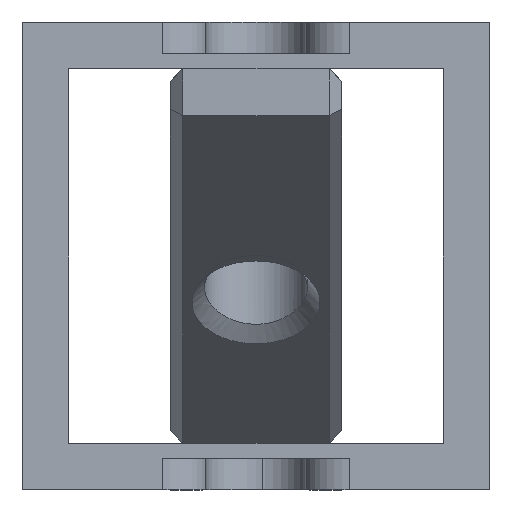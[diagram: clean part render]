
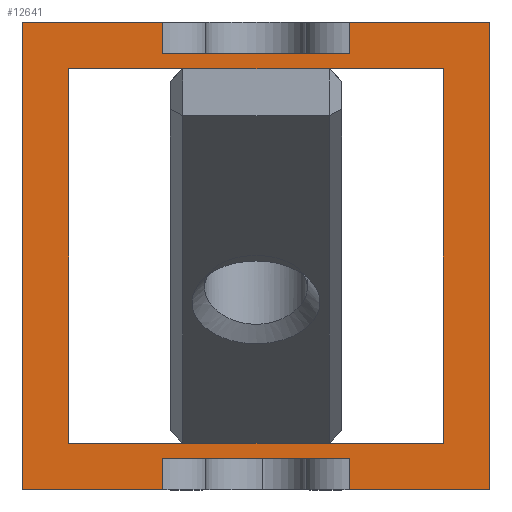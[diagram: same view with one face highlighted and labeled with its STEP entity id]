
A CAD part, left-side view. The second image highlights one B-rep face of the part: STEP entity #12641.
In plain terms, the highlighted planar face has unit normal (-1, 0, 0).
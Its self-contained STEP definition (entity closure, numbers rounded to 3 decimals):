
#63=FACE_BOUND('',#1656,.T.);
#415=PLANE('',#13794);
#1007=FACE_OUTER_BOUND('',#1655,.T.);
#1655=EDGE_LOOP('',(#9931,#9932,#9933,#9934,#9935,#9936,#9937,#9938,#9939,
#9940,#9941,#9942));
#1656=EDGE_LOOP('',(#9943,#9944,#9945,#9946));
#2815=LINE('',#20228,#4115);
#2817=LINE('',#20238,#4117);
#2821=LINE('',#20249,#4121);
#2837=LINE('',#20303,#4137);
#2838=LINE('',#20305,#4138);
#2839=LINE('',#20307,#4139);
#2840=LINE('',#20309,#4140);
#2841=LINE('',#20311,#4141);
#2842=LINE('',#20313,#4142);
#2843=LINE('',#20315,#4143);
#2844=LINE('',#20317,#4144);
#2845=LINE('',#20318,#4145);
#2846=LINE('',#20321,#4146);
#2847=LINE('',#20323,#4147);
#2848=LINE('',#20325,#4148);
#2849=LINE('',#20326,#4149);
#4115=VECTOR('',#16583,10.);
#4117=VECTOR('',#16593,10.);
#4121=VECTOR('',#16607,10.);
#4137=VECTOR('',#16657,10.);
#4138=VECTOR('',#16658,10.);
#4139=VECTOR('',#16659,10.);
#4140=VECTOR('',#16660,10.);
#4141=VECTOR('',#16661,10.);
#4142=VECTOR('',#16662,10.);
#4143=VECTOR('',#16663,10.);
#4144=VECTOR('',#16664,10.);
#4145=VECTOR('',#16665,10.);
#4146=VECTOR('',#16666,10.);
#4147=VECTOR('',#16667,10.);
#4148=VECTOR('',#16668,10.);
#4149=VECTOR('',#16669,10.);
#6011=VERTEX_POINT('',#20225);
#6012=VERTEX_POINT('',#20227);
#6014=VERTEX_POINT('',#20232);
#6016=VERTEX_POINT('',#20236);
#6039=VERTEX_POINT('',#20302);
#6040=VERTEX_POINT('',#20304);
#6041=VERTEX_POINT('',#20306);
#6042=VERTEX_POINT('',#20308);
#6043=VERTEX_POINT('',#20310);
#6044=VERTEX_POINT('',#20312);
#6045=VERTEX_POINT('',#20314);
#6046=VERTEX_POINT('',#20316);
#6047=VERTEX_POINT('',#20319);
#6048=VERTEX_POINT('',#20320);
#6049=VERTEX_POINT('',#20322);
#6050=VERTEX_POINT('',#20324);
#7624=EDGE_CURVE('',#6012,#6011,#2815,.T.);
#7629=EDGE_CURVE('',#6016,#6014,#2817,.T.);
#7635=EDGE_CURVE('',#6016,#6012,#2821,.T.);
#7661=EDGE_CURVE('',#6039,#6011,#2837,.T.);
#7662=EDGE_CURVE('',#6040,#6039,#2838,.T.);
#7663=EDGE_CURVE('',#6041,#6040,#2839,.T.);
#7664=EDGE_CURVE('',#6042,#6041,#2840,.T.);
#7665=EDGE_CURVE('',#6042,#6043,#2841,.T.);
#7666=EDGE_CURVE('',#6043,#6044,#2842,.T.);
#7667=EDGE_CURVE('',#6045,#6044,#2843,.T.);
#7668=EDGE_CURVE('',#6046,#6045,#2844,.T.);
#7669=EDGE_CURVE('',#6014,#6046,#2845,.T.);
#7670=EDGE_CURVE('',#6047,#6048,#2846,.T.);
#7671=EDGE_CURVE('',#6049,#6047,#2847,.T.);
#7672=EDGE_CURVE('',#6050,#6049,#2848,.T.);
#7673=EDGE_CURVE('',#6048,#6050,#2849,.T.);
#9931=ORIENTED_EDGE('',*,*,#7629,.F.);
#9932=ORIENTED_EDGE('',*,*,#7635,.T.);
#9933=ORIENTED_EDGE('',*,*,#7624,.T.);
#9934=ORIENTED_EDGE('',*,*,#7661,.F.);
#9935=ORIENTED_EDGE('',*,*,#7662,.F.);
#9936=ORIENTED_EDGE('',*,*,#7663,.F.);
#9937=ORIENTED_EDGE('',*,*,#7664,.F.);
#9938=ORIENTED_EDGE('',*,*,#7665,.T.);
#9939=ORIENTED_EDGE('',*,*,#7666,.T.);
#9940=ORIENTED_EDGE('',*,*,#7667,.F.);
#9941=ORIENTED_EDGE('',*,*,#7668,.F.);
#9942=ORIENTED_EDGE('',*,*,#7669,.F.);
#9943=ORIENTED_EDGE('',*,*,#7670,.F.);
#9944=ORIENTED_EDGE('',*,*,#7671,.F.);
#9945=ORIENTED_EDGE('',*,*,#7672,.F.);
#9946=ORIENTED_EDGE('',*,*,#7673,.F.);
#12641=ADVANCED_FACE('',(#1007,#63),#415,.F.);
#13794=AXIS2_PLACEMENT_3D('',#20301,#16655,#16656);
#16583=DIRECTION('',(0.,0.,-1.));
#16593=DIRECTION('',(0.,0.,-1.));
#16607=DIRECTION('',(0.,-1.,0.));
#16655=DIRECTION('center_axis',(1.,0.,0.));
#16656=DIRECTION('ref_axis',(0.,1.,0.));
#16657=DIRECTION('',(0.,1.,0.));
#16658=DIRECTION('',(0.,0.,-1.));
#16659=DIRECTION('',(0.,-1.,0.));
#16660=DIRECTION('',(0.,0.,1.));
#16661=DIRECTION('',(0.,1.,0.));
#16662=DIRECTION('',(0.,0.,1.));
#16663=DIRECTION('',(0.,-1.,0.));
#16664=DIRECTION('',(0.,0.,1.));
#16665=DIRECTION('',(0.,1.,0.));
#16666=DIRECTION('',(0.,1.,0.));
#16667=DIRECTION('',(0.,0.,1.));
#16668=DIRECTION('',(0.,-1.,0.));
#16669=DIRECTION('',(0.,0.,-1.));
#20225=CARTESIAN_POINT('',(-100.,-3.,-15.));
#20227=CARTESIAN_POINT('',(-100.,-3.,-14.));
#20228=CARTESIAN_POINT('',(-100.,-3.,-15.));
#20232=CARTESIAN_POINT('',(-100.,3.,-15.));
#20236=CARTESIAN_POINT('',(-100.,3.,-14.));
#20238=CARTESIAN_POINT('',(-100.,3.,-15.));
#20249=CARTESIAN_POINT('',(-100.,0.,-14.));
#20301=CARTESIAN_POINT('Origin',(-100.,0.,
-7.5));
#20302=CARTESIAN_POINT('',(-100.,-7.5,-15.));
#20303=CARTESIAN_POINT('',(-100.,-7.5,-15.));
#20304=CARTESIAN_POINT('',(-100.,-7.5,0.));
#20305=CARTESIAN_POINT('',(-100.,-7.5,0.));
#20306=CARTESIAN_POINT('',(-100.,-3.,0.));
#20307=CARTESIAN_POINT('',(-100.,7.5,0.));
#20308=CARTESIAN_POINT('',(-100.,-3.,-1.));
#20309=CARTESIAN_POINT('',(-100.,-3.,0.));
#20310=CARTESIAN_POINT('',(-100.,3.,-1.));
#20311=CARTESIAN_POINT('',(-100.,0.,-1.));
#20312=CARTESIAN_POINT('',(-100.,3.,0.));
#20313=CARTESIAN_POINT('',(-100.,3.,0.));
#20314=CARTESIAN_POINT('',(-100.,7.5,0.));
#20315=CARTESIAN_POINT('',(-100.,7.5,0.));
#20316=CARTESIAN_POINT('',(-100.,7.5,-15.));
#20317=CARTESIAN_POINT('',(-100.,7.5,-15.));
#20318=CARTESIAN_POINT('',(-100.,-7.5,-15.));
#20319=CARTESIAN_POINT('',(-100.,-6.,-1.5));
#20320=CARTESIAN_POINT('',(-100.,6.,-1.5));
#20321=CARTESIAN_POINT('',(-100.,6.,-1.5));
#20322=CARTESIAN_POINT('',(-100.,-6.,-13.5));
#20323=CARTESIAN_POINT('',(-100.,-6.,-1.5));
#20324=CARTESIAN_POINT('',(-100.,6.,-13.5));
#20325=CARTESIAN_POINT('',(-100.,-6.,-13.5));
#20326=CARTESIAN_POINT('',(-100.,6.,-13.5));
